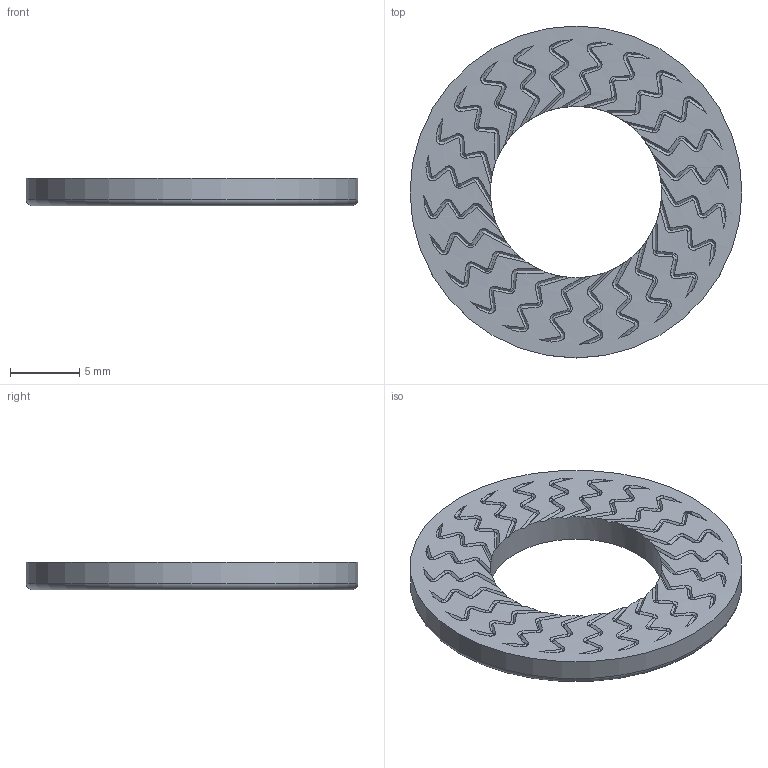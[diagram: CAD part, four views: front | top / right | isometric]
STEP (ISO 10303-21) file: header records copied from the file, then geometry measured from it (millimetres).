
FILE_DESCRIPTION(('STEP AP214'),'1');
FILE_NAME('070960_NSK E12_Muster_flach.stp','2024-04-17T08:41:30',(' '),(' '),'Spatial InterOp 3D',' ',' ');
FILE_SCHEMA(('AUTOMOTIVE_DESIGN { 1 0 10303 214 1 1 1 1 }'));
Length unit declared in the file: metre
Products named in the file (1): 1713343189
Bounding box: 24 x 24 x 2.01 mm (x, y, z)
Volume: 651.5 mm3; surface area: 898.3 mm2
Topology: 1 solids, 1 shells, 461 faces, 1353 edges, 894 vertices
Faces by surface type: plane 242, bspline 192, cylinder 26, torus 1
Full cylindrical faces by diameter (mm): 12.4 x1, 24 x1
Entity records: 23244 total; most frequent: CARTESIAN_POINT 9463, ORIENTED_EDGE 2696, EDGE_CURVE 1348, DIRECTION 1172, VERTEX_POINT 892, B_SPLINE_CURVE_WITH_KNOTS 864, EDGE_LOOP 466, FACE_OUTER_BOUND 464
